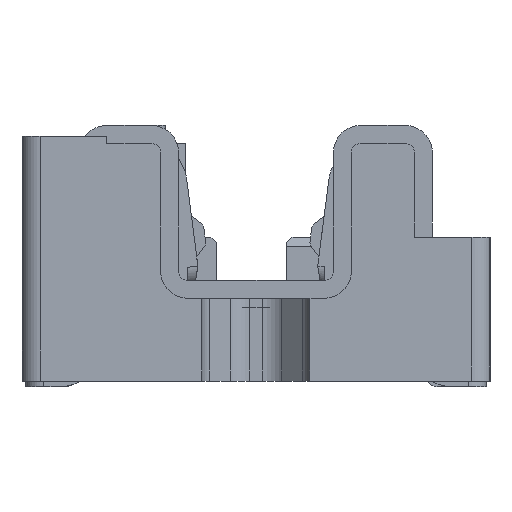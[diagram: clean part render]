
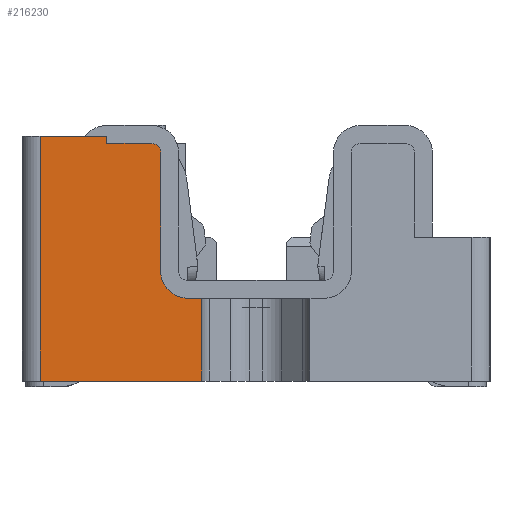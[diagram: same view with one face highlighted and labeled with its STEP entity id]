
A CAD part, left-side view. The second image highlights one B-rep face of the part: STEP entity #216230.
In plain terms, the highlighted planar face has unit normal (-1, 0, 0).
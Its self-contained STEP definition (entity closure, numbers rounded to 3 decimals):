
#290=CARTESIAN_POINT('',(-6.95,1.2,0.03));
#300=VERTEX_POINT('',#290);
#330=CARTESIAN_POINT('',(-6.95,-0.21,
0.03));
#340=DIRECTION('',(0.,-1.,0.));
#350=VECTOR('',#340,1.);
#360=LINE('',#330,#350);
#370=CARTESIAN_POINT('',(-6.95,0.3,
0.03));
#380=VERTEX_POINT('',#370);
#390=EDGE_CURVE('',#300,#380,#360,.T.);
#7010=CARTESIAN_POINT('',(-6.95,0.83,1.39));
#7020=VERTEX_POINT('',#7010);
#7050=CARTESIAN_POINT('',(-6.95,1.03,1.39));
#7060=DIRECTION('',(0.,1.,0.));
#7070=VECTOR('',#7060,1.);
#7080=LINE('',#7050,#7070);
#7090=CARTESIAN_POINT('',(-6.95,1.2,1.39));
#7100=VERTEX_POINT('',#7090);
#7110=EDGE_CURVE('',#7020,#7100,#7080,.T.);
#28470=CARTESIAN_POINT('',(-6.95,0.83,1.35));
#28480=VERTEX_POINT('',#28470);
#28650=CARTESIAN_POINT('',(-6.95,0.58,1.35));
#28660=VERTEX_POINT('',#28650);
#28690=CARTESIAN_POINT('',(-6.95,0.14,1.35));
#28700=DIRECTION('',(0.,1.,0.));
#28710=VECTOR('',#28700,1.);
#28720=LINE('',#28690,#28710);
#28730=EDGE_CURVE('',#28660,#28480,#28720,.T.);
#87750=CARTESIAN_POINT('',(-6.95,0.53,
0.64));
#87760=VERTEX_POINT('',#87750);
#87840=CARTESIAN_POINT('',(-6.95,0.38,
0.49));
#87850=VERTEX_POINT('',#87840);
#87880=CARTESIAN_POINT('',(-6.95,0.38,
0.64));
#87890=DIRECTION('',(-1.,0.,0.));
#87900=DIRECTION('',(0.,-1.,0.));
#87910=AXIS2_PLACEMENT_3D('',#87880,#87890,#87900);
#87920=CIRCLE('',#87910,0.15);
#87930=EDGE_CURVE('',#87760,#87850,#87920,.T.);
#145430=CARTESIAN_POINT('',(-6.95,0.3,
0.49));
#145440=VERTEX_POINT('',#145430);
#145470=CARTESIAN_POINT('',(-6.95,-0.21,
0.49));
#145480=DIRECTION('',(0.,-1.,0.));
#145490=VECTOR('',#145480,1.);
#145500=LINE('',#145470,#145490);
#145510=EDGE_CURVE('',#87850,#145440,#145500,.T.);
#170210=CARTESIAN_POINT('',(-6.95,0.83,1.39));
#170220=DIRECTION('',(-0.,0.,-1.));
#170230=VECTOR('',#170220,1.);
#170240=LINE('',#170210,#170230);
#170250=EDGE_CURVE('',#7020,#28480,#170240,.T.);
#170410=CARTESIAN_POINT('',(-6.95,0.53,1.3));
#170420=VERTEX_POINT('',#170410);
#170450=CARTESIAN_POINT('',(-6.95,0.58,1.3));
#170460=DIRECTION('',(1.,0.,0.));
#170470=DIRECTION('',(0.,1.,0.));
#170480=AXIS2_PLACEMENT_3D('',#170450,#170460,#170470);
#170490=CIRCLE('',#170480,0.05);
#170500=EDGE_CURVE('',#28660,#170420,#170490,.T.);
#191150=CARTESIAN_POINT('',(-6.95,0.3,
0.326));
#191160=DIRECTION('',(0.,0.,1.));
#191170=VECTOR('',#191160,1.);
#191180=LINE('',#191150,#191170);
#191190=EDGE_CURVE('',#380,#145440,#191180,.T.);
#215960=CARTESIAN_POINT('',(-6.95,0.89,0.71));
#215970=DIRECTION('',(-1.,0.,0.));
#215980=DIRECTION('',(0.,-1.,0.));
#215990=AXIS2_PLACEMENT_3D('',#215960,#215970,#215980);
#216000=PLANE('',#215990);
#216010=ORIENTED_EDGE('',*,*,#170250,.F.);
#216020=ORIENTED_EDGE('',*,*,#28730,.T.);
#216030=ORIENTED_EDGE('',*,*,#170500,.F.);
#216040=CARTESIAN_POINT('',(-6.95,0.53,
0.29));
#216050=DIRECTION('',(0.,0.,1.));
#216060=VECTOR('',#216050,1.);
#216070=LINE('',#216040,#216060);
#216080=EDGE_CURVE('',#87760,#170420,#216070,.T.);
#216090=ORIENTED_EDGE('',*,*,#216080,.T.);
#216100=ORIENTED_EDGE('',*,*,#87930,.F.);
#216110=ORIENTED_EDGE('',*,*,#145510,.F.);
#216120=ORIENTED_EDGE('',*,*,#191190,.T.);
#216130=ORIENTED_EDGE('',*,*,#390,.T.);
#216140=CARTESIAN_POINT('',(-6.95,1.2,0.326));
#216150=DIRECTION('',(0.,0.,1.));
#216160=VECTOR('',#216150,1.);
#216170=LINE('',#216140,#216160);
#216180=EDGE_CURVE('',#300,#7100,#216170,.T.);
#216190=ORIENTED_EDGE('',*,*,#216180,.F.);
#216200=ORIENTED_EDGE('',*,*,#7110,.T.);
#216210=EDGE_LOOP('',(#216200,#216190,#216130,#216120,#216110,#216100,
#216090,#216030,#216020,#216010));
#216220=FACE_OUTER_BOUND('',#216210,.T.);
#216230=ADVANCED_FACE('',(#216220),#216000,.T.);
